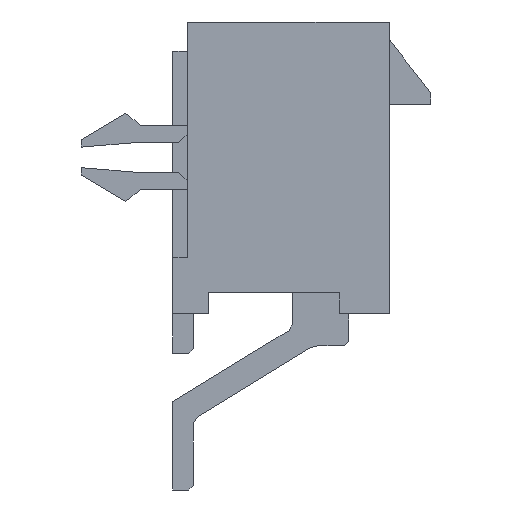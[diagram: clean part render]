
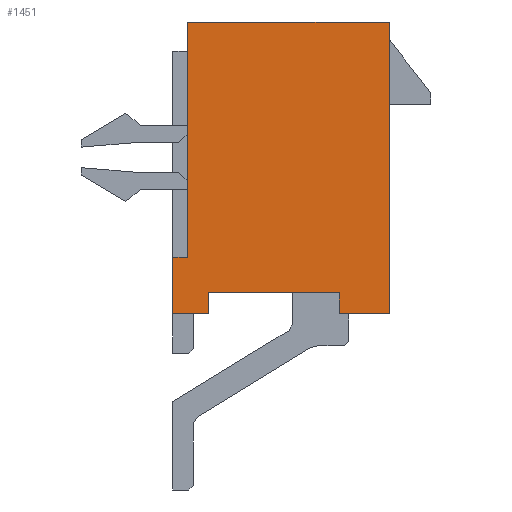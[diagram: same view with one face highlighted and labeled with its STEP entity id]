
A CAD part, left-side view. The second image highlights one B-rep face of the part: STEP entity #1451.
In plain terms, the highlighted planar face has unit normal (-1, 0, 0).
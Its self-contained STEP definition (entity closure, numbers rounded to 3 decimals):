
#1451 = ADVANCED_FACE( '', ( #2939 ), #2940, .T. );
#2939 = FACE_OUTER_BOUND( '', #4568, .T. );
#2940 = PLANE( '', #4569 );
#4568 = EDGE_LOOP( '', ( #8322, #8323, #8324, #8325, #8326, #8327, #8328, #8329, #8330, #8331 ) );
#4569 = AXIS2_PLACEMENT_3D( '', #8332, #8333, #8334 );
#8322 = ORIENTED_EDGE( '', *, *, #10454, .F. );
#8323 = ORIENTED_EDGE( '', *, *, #12028, .T. );
#8324 = ORIENTED_EDGE( '', *, *, #11164, .T. );
#8325 = ORIENTED_EDGE( '', *, *, #11352, .T. );
#8326 = ORIENTED_EDGE( '', *, *, #11434, .T. );
#8327 = ORIENTED_EDGE( '', *, *, #12029, .T. );
#8328 = ORIENTED_EDGE( '', *, *, #11093, .T. );
#8329 = ORIENTED_EDGE( '', *, *, #11383, .F. );
#8330 = ORIENTED_EDGE( '', *, *, #12030, .T. );
#8331 = ORIENTED_EDGE( '', *, *, #12031, .T. );
#8332 = CARTESIAN_POINT( '', ( -18.35, 0., 0. ) );
#8333 = DIRECTION( '', ( -1., 0., 0. ) );
#8334 = DIRECTION( '', ( 0., 0., 1. ) );
#10454 = EDGE_CURVE( '', #12566, #12547, #12568, .T. );
#11093 = EDGE_CURVE( '', #13692, #13690, #13693, .T. );
#11164 = EDGE_CURVE( '', #13799, #13806, #13808, .T. );
#11352 = EDGE_CURVE( '', #13806, #14111, #14113, .T. );
#11383 = EDGE_CURVE( '', #14162, #13690, #14164, .T. );
#11434 = EDGE_CURVE( '', #14111, #14240, #14242, .T. );
#12028 = EDGE_CURVE( '', #12566, #13799, #15072, .T. );
#12029 = EDGE_CURVE( '', #14240, #13692, #15073, .T. );
#12030 = EDGE_CURVE( '', #14162, #15074, #15075, .T. );
#12031 = EDGE_CURVE( '', #15074, #12547, #15076, .T. );
#12547 = VERTEX_POINT( '', #15682 );
#12566 = VERTEX_POINT( '', #15709 );
#12568 = LINE( '', #15712, #15713 );
#13690 = VERTEX_POINT( '', #17342 );
#13692 = VERTEX_POINT( '', #17345 );
#13693 = LINE( '', #17346, #17347 );
#13799 = VERTEX_POINT( '', #17504 );
#13806 = VERTEX_POINT( '', #17514 );
#13808 = LINE( '', #17517, #17518 );
#14111 = VERTEX_POINT( '', #17964 );
#14113 = LINE( '', #17967, #17968 );
#14162 = VERTEX_POINT( '', #18038 );
#14164 = LINE( '', #18041, #18042 );
#14240 = VERTEX_POINT( '', #18155 );
#14242 = LINE( '', #18158, #18159 );
#15072 = LINE( '', #19406, #19407 );
#15073 = LINE( '', #19408, #19409 );
#15074 = VERTEX_POINT( '', #19410 );
#15075 = LINE( '', #19411, #19412 );
#15076 = LINE( '', #19413, #19414 );
#15682 = CARTESIAN_POINT( '', ( -18.35, 2.73, -4.95 ) );
#15709 = CARTESIAN_POINT( '', ( -18.35, 2.73, -4.25 ) );
#15712 = CARTESIAN_POINT( '', ( -18.35, 2.73, -3.95 ) );
#15713 = VECTOR( '', #20218, 1000. );
#17342 = CARTESIAN_POINT( '', ( -18.35, 3.43, -3.05 ) );
#17345 = CARTESIAN_POINT( '', ( -18.35, 3.43, 4.95 ) );
#17346 = CARTESIAN_POINT( '', ( -18.35, 3.43, 4.95 ) );
#17347 = VECTOR( '', #20790, 1000. );
#17504 = CARTESIAN_POINT( '', ( -18.35, -1.73, -4.25 ) );
#17514 = CARTESIAN_POINT( '', ( -18.35, -1.73, -4.95 ) );
#17517 = CARTESIAN_POINT( '', ( -18.35, -1.73, -3.95 ) );
#17518 = VECTOR( '', #20852, 1000. );
#17964 = CARTESIAN_POINT( '', ( -18.35, -3.43, -4.95 ) );
#17967 = CARTESIAN_POINT( '', ( -18.35, 3.43, -4.95 ) );
#17968 = VECTOR( '', #21024, 1000. );
#18038 = CARTESIAN_POINT( '', ( -18.35, 3.93, -3.05 ) );
#18041 = CARTESIAN_POINT( '', ( -18.35, 3.93, -3.05 ) );
#18042 = VECTOR( '', #21053, 1000. );
#18155 = CARTESIAN_POINT( '', ( -18.35, -3.43, 4.95 ) );
#18158 = CARTESIAN_POINT( '', ( -18.35, -3.43, -4.95 ) );
#18159 = VECTOR( '', #21104, 1000. );
#19406 = CARTESIAN_POINT( '', ( -18.35, 2.73, -4.25 ) );
#19407 = VECTOR( '', #21621, 1000. );
#19408 = CARTESIAN_POINT( '', ( -18.35, -3.43, 4.95 ) );
#19409 = VECTOR( '', #21622, 1000. );
#19410 = CARTESIAN_POINT( '', ( -18.35, 3.93, -4.95 ) );
#19411 = CARTESIAN_POINT( '', ( -18.35, 3.93, -3.05 ) );
#19412 = VECTOR( '', #21623, 1000. );
#19413 = CARTESIAN_POINT( '', ( -18.35, 3.43, -4.95 ) );
#19414 = VECTOR( '', #21624, 1000. );
#20218 = DIRECTION( '', ( 0., 0., -1. ) );
#20790 = DIRECTION( '', ( 0., 0., -1. ) );
#20852 = DIRECTION( '', ( 0., 0., -1. ) );
#21024 = DIRECTION( '', ( 0., -1., 0. ) );
#21053 = DIRECTION( '', ( 0., -1., 0. ) );
#21104 = DIRECTION( '', ( 0., 0., 1. ) );
#21621 = DIRECTION( '', ( 0., -1., 0. ) );
#21622 = DIRECTION( '', ( 0., 1., 0. ) );
#21623 = DIRECTION( '', ( 0., 0., -1. ) );
#21624 = DIRECTION( '', ( 0., -1., 0. ) );
